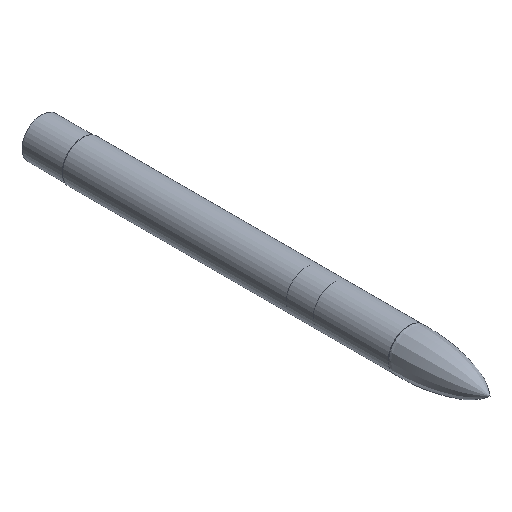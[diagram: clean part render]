
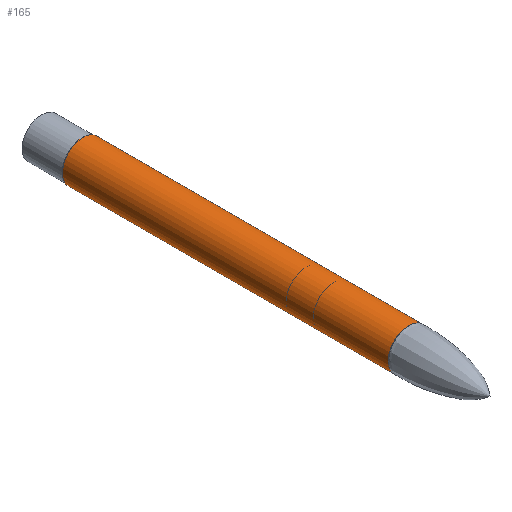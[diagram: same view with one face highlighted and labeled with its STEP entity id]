
A CAD part, isometric view. The second image highlights one B-rep face of the part: STEP entity #165.
In plain terms, the highlighted cylindrical face has radius 38.1 mm (diameter 76.2 mm), a full revolution.
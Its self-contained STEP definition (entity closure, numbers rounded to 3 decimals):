
#34=LINE('',#599,#39);
#39=VECTOR('',#245,38.1);
#44=CYLINDRICAL_SURFACE('',#201,38.1);
#52=FACE_OUTER_BOUND('',#67,.T.);
#67=EDGE_LOOP('',(#132,#133,#134,#135));
#83=CIRCLE('',#202,38.1);
#84=CIRCLE('',#203,38.1);
#95=VERTEX_POINT('',#596);
#96=VERTEX_POINT('',#598);
#109=EDGE_CURVE('',#95,#95,#83,.T.);
#110=EDGE_CURVE('',#95,#96,#34,.T.);
#111=EDGE_CURVE('',#96,#96,#84,.T.);
#132=ORIENTED_EDGE('',*,*,#109,.F.);
#133=ORIENTED_EDGE('',*,*,#110,.T.);
#134=ORIENTED_EDGE('',*,*,#111,.T.);
#135=ORIENTED_EDGE('',*,*,#110,.F.);
#165=ADVANCED_FACE('',(#52),#44,.T.);
#201=AXIS2_PLACEMENT_3D('',#595,#241,#242);
#202=AXIS2_PLACEMENT_3D('',#597,#243,#244);
#203=AXIS2_PLACEMENT_3D('',#600,#246,#247);
#241=DIRECTION('center_axis',(0.,1.,0.));
#242=DIRECTION('ref_axis',(1.,0.,0.));
#243=DIRECTION('center_axis',(0.,1.,0.));
#244=DIRECTION('ref_axis',(1.,0.,0.));
#245=DIRECTION('',(0.,-1.,0.));
#246=DIRECTION('center_axis',(0.,1.,0.));
#247=DIRECTION('ref_axis',(1.,0.,0.));
#595=CARTESIAN_POINT('Origin',(0.,0.,0.));
#596=CARTESIAN_POINT('',(-38.1,609.6,0.));
#597=CARTESIAN_POINT('Origin',(0.,609.6,0.));
#598=CARTESIAN_POINT('',(-38.1,0.,0.));
#599=CARTESIAN_POINT('',(-38.1,0.,0.));
#600=CARTESIAN_POINT('Origin',(0.,0.,0.));
